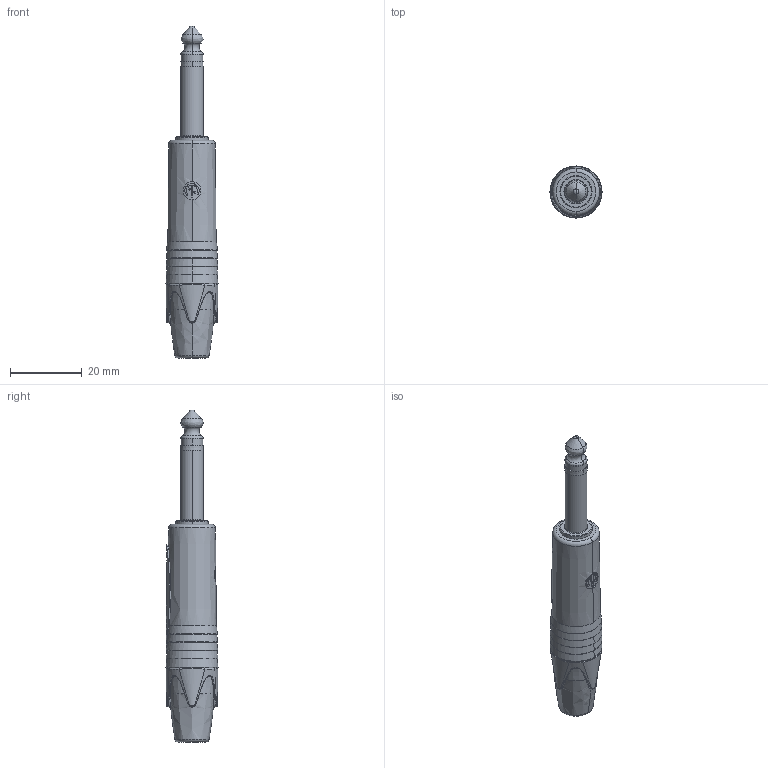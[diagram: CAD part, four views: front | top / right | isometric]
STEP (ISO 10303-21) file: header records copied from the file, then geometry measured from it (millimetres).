
FILE_DESCRIPTION((''),'2;1');
FILE_NAME('30010390','2025-09-24T12:52:18',('phk'),(''),'CREO PARAMETRIC BY PTC INC, 2023424','CREO PARAMETRIC BY PTC INC, 2023424','');
FILE_SCHEMA(('AUTOMOTIVE_DESIGN { 1 0 10303 214 1 1 1 1 }'));
Length unit declared in the file: millimetre
Products named in the file (1): 30010390
Bounding box: 14.49 x 14.49 x 92.3 mm (x, y, z)
Volume: 9086.3 mm3; surface area: 3400.3 mm2
Topology: 1 solids, 1 shells, 241 faces, 628 edges, 403 vertices
Faces by surface type: plane 79, bspline 60, cylinder 30, extrusion 25, torus 23, cone 22, sphere 2
Entity records: 14588 total; most frequent: CARTESIAN_POINT 9022, ORIENTED_EDGE 1242, DIRECTION 846, EDGE_CURVE 621, VERTEX_POINT 393, AXIS2_PLACEMENT_3D 298, B_SPLINE_CURVE_WITH_KNOTS 289, EDGE_LOOP 252
